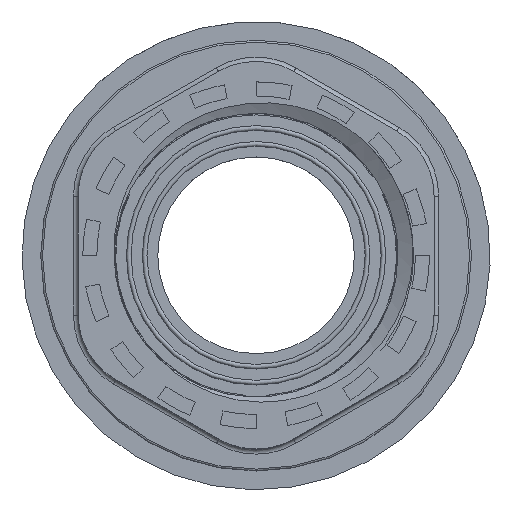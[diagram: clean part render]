
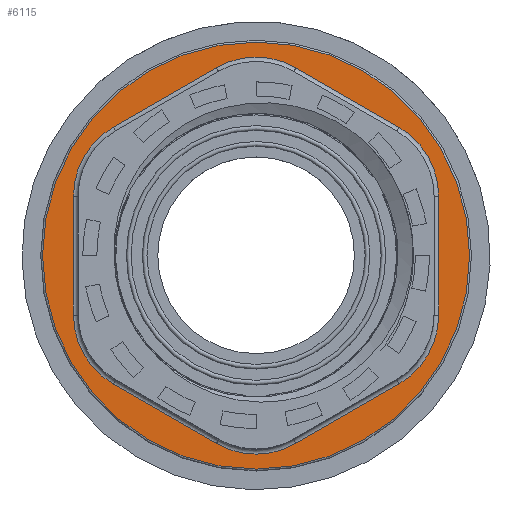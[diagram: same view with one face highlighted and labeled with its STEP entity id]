
A CAD part, top view. The second image highlights one B-rep face of the part: STEP entity #6115.
In plain terms, the highlighted planar face has unit normal (0, 0, 1).
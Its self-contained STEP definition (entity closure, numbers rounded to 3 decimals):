
#380=LINE('',#29912,#2566);
#381=LINE('',#29916,#2567);
#382=LINE('',#29920,#2568);
#383=LINE('',#29924,#2569);
#384=LINE('',#29928,#2570);
#385=LINE('',#29932,#2571);
#2566=VECTOR('',#22235,1.);
#2567=VECTOR('',#22238,1.);
#2568=VECTOR('',#22241,1.);
#2569=VECTOR('',#22244,1.);
#2570=VECTOR('',#22247,1.);
#2571=VECTOR('',#22250,1.);
#6115=ADVANCED_FACE('',(#8450,#8451),#7191,.F.);
#7191=PLANE('',#20999);
#8450=FACE_BOUND('',#8637,.T.);
#8451=FACE_BOUND('',#8638,.T.);
#8637=EDGE_LOOP('',(#9955,#9956,#9957,#9958,#9959,#9960,#9961,#9962,#9963,
#9964,#9965,#9966));
#8638=EDGE_LOOP('',(#9967));
#9955=ORIENTED_EDGE('',*,*,#17803,.T.);
#9956=ORIENTED_EDGE('',*,*,#17804,.T.);
#9957=ORIENTED_EDGE('',*,*,#17805,.T.);
#9958=ORIENTED_EDGE('',*,*,#17806,.T.);
#9959=ORIENTED_EDGE('',*,*,#17807,.T.);
#9960=ORIENTED_EDGE('',*,*,#17808,.T.);
#9961=ORIENTED_EDGE('',*,*,#17809,.T.);
#9962=ORIENTED_EDGE('',*,*,#17810,.T.);
#9963=ORIENTED_EDGE('',*,*,#17811,.T.);
#9964=ORIENTED_EDGE('',*,*,#17812,.T.);
#9965=ORIENTED_EDGE('',*,*,#17813,.T.);
#9966=ORIENTED_EDGE('',*,*,#17814,.T.);
#9967=ORIENTED_EDGE('',*,*,#17815,.T.);
#15800=VERTEX_POINT('',#29910);
#15801=VERTEX_POINT('',#29911);
#15802=VERTEX_POINT('',#29913);
#15803=VERTEX_POINT('',#29915);
#15804=VERTEX_POINT('',#29917);
#15805=VERTEX_POINT('',#29919);
#15806=VERTEX_POINT('',#29921);
#15807=VERTEX_POINT('',#29923);
#15808=VERTEX_POINT('',#29925);
#15809=VERTEX_POINT('',#29927);
#15810=VERTEX_POINT('',#29929);
#15811=VERTEX_POINT('',#29931);
#15812=VERTEX_POINT('',#29934);
#17803=EDGE_CURVE('',#15800,#15801,#20700,.T.);
#17804=EDGE_CURVE('',#15801,#15802,#380,.T.);
#17805=EDGE_CURVE('',#15802,#15803,#20701,.T.);
#17806=EDGE_CURVE('',#15803,#15804,#381,.T.);
#17807=EDGE_CURVE('',#15804,#15805,#20702,.T.);
#17808=EDGE_CURVE('',#15805,#15806,#382,.T.);
#17809=EDGE_CURVE('',#15806,#15807,#20703,.T.);
#17810=EDGE_CURVE('',#15807,#15808,#383,.T.);
#17811=EDGE_CURVE('',#15808,#15809,#20704,.T.);
#17812=EDGE_CURVE('',#15809,#15810,#384,.T.);
#17813=EDGE_CURVE('',#15810,#15811,#20705,.T.);
#17814=EDGE_CURVE('',#15811,#15800,#385,.T.);
#17815=EDGE_CURVE('',#15812,#15812,#20706,.T.);
#20700=CIRCLE('',#20992,8.5);
#20701=CIRCLE('',#20993,8.5);
#20702=CIRCLE('',#20994,8.5);
#20703=CIRCLE('',#20995,8.5);
#20704=CIRCLE('',#20996,8.5);
#20705=CIRCLE('',#20997,8.5);
#20706=CIRCLE('',#20998,22.8);
#20992=AXIS2_PLACEMENT_3D('',#29909,#22233,#22234);
#20993=AXIS2_PLACEMENT_3D('',#29914,#22236,#22237);
#20994=AXIS2_PLACEMENT_3D('',#29918,#22239,#22240);
#20995=AXIS2_PLACEMENT_3D('',#29922,#22242,#22243);
#20996=AXIS2_PLACEMENT_3D('',#29926,#22245,#22246);
#20997=AXIS2_PLACEMENT_3D('',#29930,#22248,#22249);
#20998=AXIS2_PLACEMENT_3D('',#29933,#22251,#22252);
#20999=AXIS2_PLACEMENT_3D('',#29935,#22253,#22254);
#22233=DIRECTION('',(0.,0.,-1.));
#22234=DIRECTION('',(-1.,0.,0.));
#22235=DIRECTION('',(0.,1.,0.));
#22236=DIRECTION('',(0.,0.,-1.));
#22237=DIRECTION('',(-1.,0.,0.));
#22238=DIRECTION('',(0.866,0.5,0.));
#22239=DIRECTION('',(0.,0.,-1.));
#22240=DIRECTION('',(-1.,0.,0.));
#22241=DIRECTION('',(0.866,-0.5,0.));
#22242=DIRECTION('',(0.,0.,-1.));
#22243=DIRECTION('',(-1.,0.,0.));
#22244=DIRECTION('',(0.,-1.,0.));
#22245=DIRECTION('',(0.,0.,-1.));
#22246=DIRECTION('',(-1.,0.,0.));
#22247=DIRECTION('',(-0.866,-0.5,0.));
#22248=DIRECTION('',(0.,0.,-1.));
#22249=DIRECTION('',(-1.,0.,0.));
#22250=DIRECTION('',(-0.866,0.5,0.));
#22251=DIRECTION('',(0.,0.,1.));
#22252=DIRECTION('',(-1.,0.,0.));
#22253=DIRECTION('',(0.,0.,-1.));
#22254=DIRECTION('',(-1.,0.,0.));
#29909=CARTESIAN_POINT('',(-11.,71.649,0.));
#29910=CARTESIAN_POINT('',(-15.25,64.288,0.));
#29911=CARTESIAN_POINT('',(-19.5,71.649,0.));
#29912=CARTESIAN_POINT('',(-19.5,78.,0.));
#29913=CARTESIAN_POINT('',(-19.5,84.351,0.));
#29914=CARTESIAN_POINT('',(-11.,84.351,0.));
#29915=CARTESIAN_POINT('',(-15.25,91.712,0.));
#29916=CARTESIAN_POINT('',(-9.75,94.887,0.));
#29917=CARTESIAN_POINT('',(-4.25,98.063,0.));
#29918=CARTESIAN_POINT('',(0.,90.702,0.));
#29919=CARTESIAN_POINT('',(4.25,98.063,0.));
#29920=CARTESIAN_POINT('',(9.75,94.887,0.));
#29921=CARTESIAN_POINT('',(15.25,91.712,0.));
#29922=CARTESIAN_POINT('',(11.,84.351,0.));
#29923=CARTESIAN_POINT('',(19.5,84.351,0.));
#29924=CARTESIAN_POINT('',(19.5,78.,0.));
#29925=CARTESIAN_POINT('',(19.5,71.649,0.));
#29926=CARTESIAN_POINT('',(11.,71.649,0.));
#29927=CARTESIAN_POINT('',(15.25,64.288,0.));
#29928=CARTESIAN_POINT('',(9.75,61.113,0.));
#29929=CARTESIAN_POINT('',(4.25,57.937,0.));
#29930=CARTESIAN_POINT('',(0.,65.298,0.));
#29931=CARTESIAN_POINT('',(-4.25,57.937,0.));
#29932=CARTESIAN_POINT('',(-9.75,61.113,0.));
#29933=CARTESIAN_POINT('',(0.,78.,0.));
#29934=CARTESIAN_POINT('',(-22.8,78.,0.));
#29935=CARTESIAN_POINT('',(0.,78.,0.));
